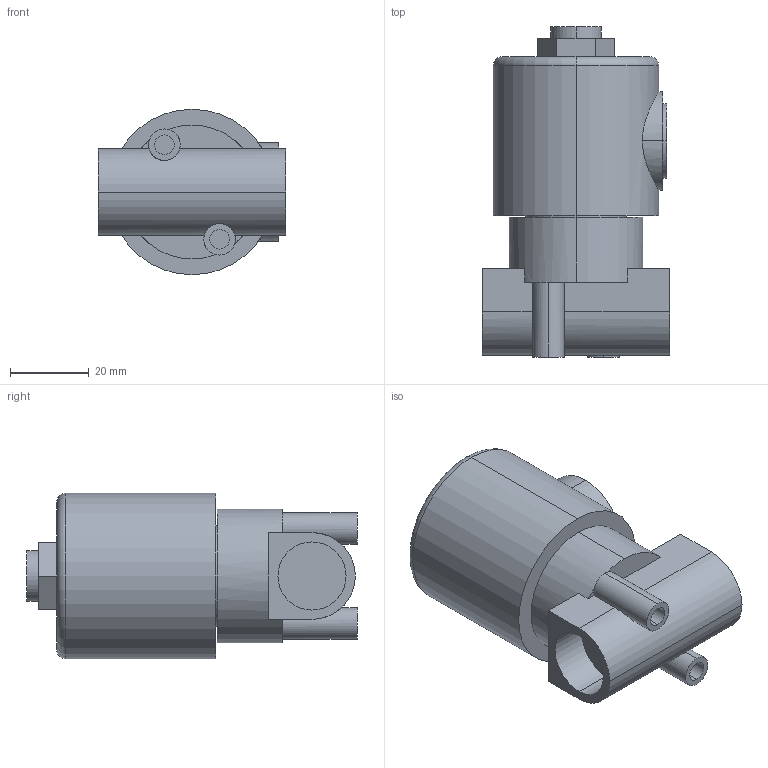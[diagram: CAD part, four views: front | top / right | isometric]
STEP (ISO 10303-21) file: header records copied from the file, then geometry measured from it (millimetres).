
FILE_DESCRIPTION (( 'STEP AP214' ), '1' );
FILE_NAME ('YS301B-9C.STEP', '2025-10-23T06:10:26', ( '' ), ( '' ), 'SwSTEP 2.0', 'SolidWorks 2024', '' );
FILE_SCHEMA (( 'AUTOMOTIVE_DESIGN' ));
Length unit declared in the file: millimetre
Products named in the file (3): YS301B-9C; AS301B; ZS301-9_9C
Assembly tree (2 placements, depth 2):
  YS301B-9C
    ZS301-9_9C
    AS301B
Bounding box: 47.5 x 83.93 x 42 mm (x, y, z)
Volume: 88577.1 mm3; surface area: 18054.6 mm2
Topology: 2 solids, 2 shells, 68 faces, 153 edges, 100 vertices
Faces by surface type: plane 36, cylinder 30, torus 2
Entity records: 2185 total; most frequent: CARTESIAN_POINT 512, DIRECTION 367, ORIENTED_EDGE 306, EDGE_CURVE 153, AXIS2_PLACEMENT_3D 147, VERTEX_POINT 100, EDGE_LOOP 79, CIRCLE 74
